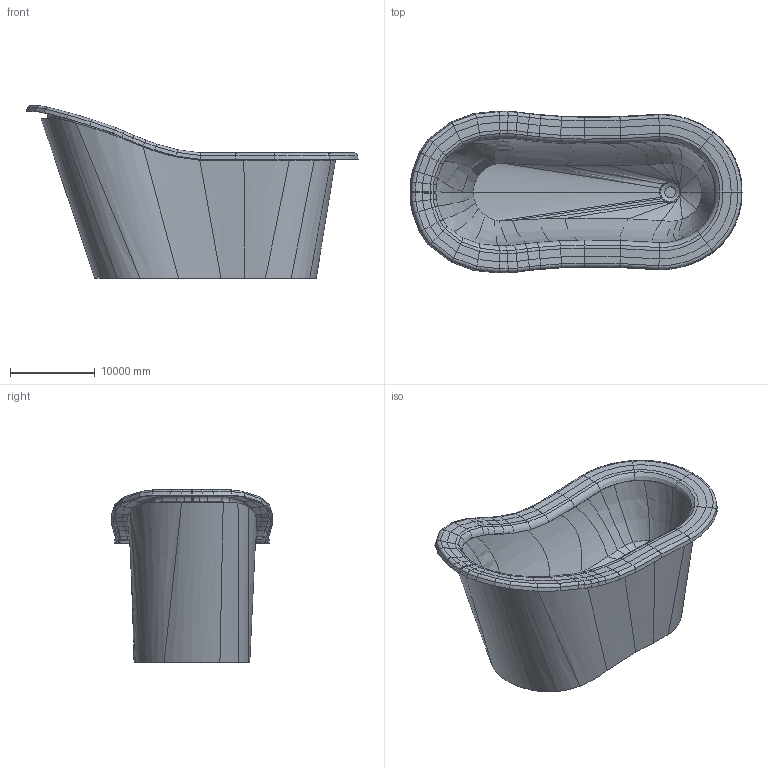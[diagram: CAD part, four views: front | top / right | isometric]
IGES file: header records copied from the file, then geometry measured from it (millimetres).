
Global section: file name: AJB-REG-1552-D 2011.11.28_2; native system: AutoCAD 2016 - English; preprocessor: Autodesk Translation Framework DWG producer (atf_dwg_producer); organization: unknown; date: 20161018.093622; units: inch
Bounding box: 39110.83 x 19050.58 x 20322.44 mm (x, y, z)
Volume: 3036077900130.6 mm3; surface area: 3281638430.4 mm2
Topology: 3 solids, 3 shells, 572 faces, 1296 edges, 730 vertices
Faces by surface type: bspline 572
